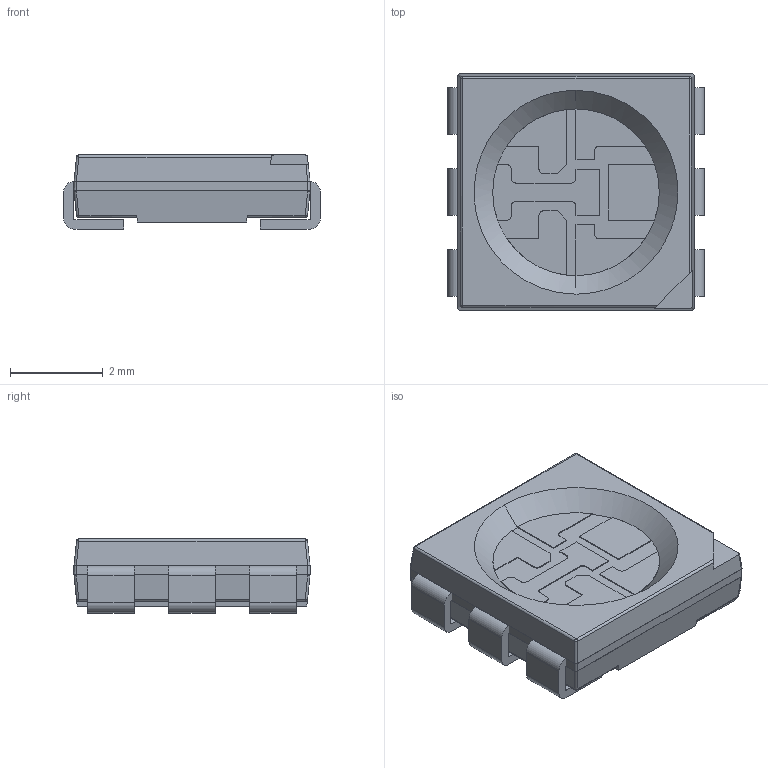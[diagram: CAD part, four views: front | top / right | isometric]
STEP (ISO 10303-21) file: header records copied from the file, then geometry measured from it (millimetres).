
FILE_DESCRIPTION (( 'STEP AP214' ), '1' );
FILE_NAME ('5050 RGB led.STEP', '2023-04-09T07:01:05', ( '' ), ( '' ), 'SwSTEP 2.0', 'SolidWorks 2023', '' );
FILE_SCHEMA (( 'AUTOMOTIVE_DESIGN' ));
Length unit declared in the file: millimetre
Products named in the file (5): User Library-5050 RGB led_7252440064; 1; User Library-5050 RGB led_Lead; User Library-5050 RGB led_Body; 5050 RGB led
Assembly tree (9 placements, depth 4):
  5050 RGB led
    User Library-5050 RGB led_7252440064
      User Library-5050 RGB led_Body
        1
      User Library-5050 RGB led_Lead  x6
Bounding box: 5.54 x 5.1 x 1.6 mm (x, y, z)
Volume: 34.3 mm3; surface area: 141.1 mm2
Topology: 13 solids, 13 shells, 212 faces, 519 edges, 333 vertices
Faces by surface type: plane 125, cylinder 70, bspline 15, cone 2
Entity records: 6744 total; most frequent: CARTESIAN_POINT 1829, ORIENTED_EDGE 676, DIRECTION 605, EDGE_CURVE 338, LINE 215, VECTOR 215, VERTEX_POINT 213, AXIS2_PLACEMENT_3D 195
